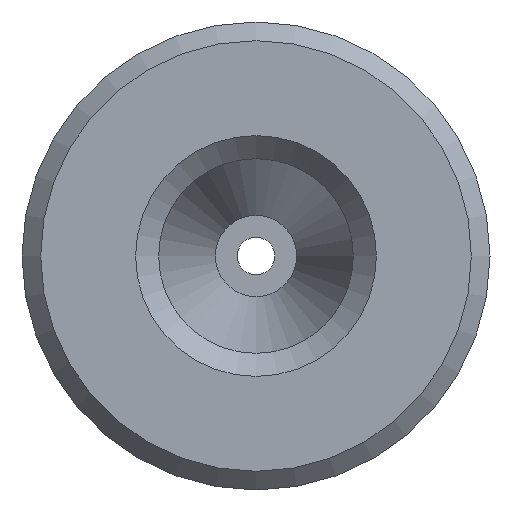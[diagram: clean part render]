
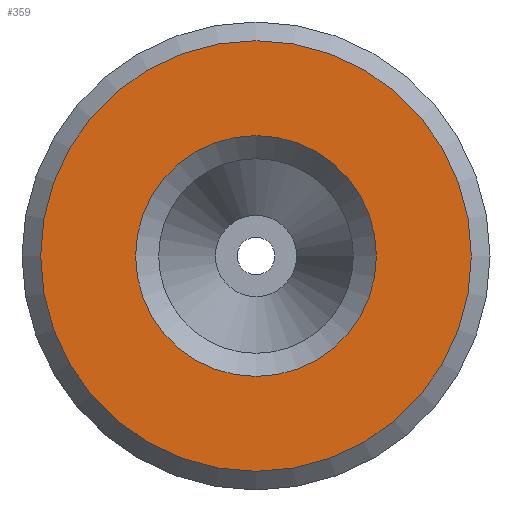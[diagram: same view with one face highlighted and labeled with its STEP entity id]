
A CAD part, left-side view. The second image highlights one B-rep face of the part: STEP entity #359.
In plain terms, the highlighted planar face has unit normal (-1, 0, 0).
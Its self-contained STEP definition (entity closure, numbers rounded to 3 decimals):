
#143=CARTESIAN_POINT('',(0.,-2.45,0.0));
#144=VERTEX_POINT('',#143);
#145=CARTESIAN_POINT('',(0.,0.,0.0));
#146=DIRECTION('',(1.0,0.0,0.0));
#147=DIRECTION('',(0.0,-1.0,0.0));
#148=AXIS2_PLACEMENT_3D('',#145,#146,#147);
#149=CIRCLE('',#148,2.45);
#150=EDGE_CURVE('',#144,#144,#149,.T.);
#333=CARTESIAN_POINT('',(0.,4.382,0.));
#334=VERTEX_POINT('',#333);
#335=CARTESIAN_POINT('',(0.,0.,0.0));
#336=DIRECTION('',(1.0,0.0,0.0));
#337=DIRECTION('',(0.0,-1.0,0.0));
#338=AXIS2_PLACEMENT_3D('',#335,#336,#337);
#339=CIRCLE('',#338,4.382);
#340=EDGE_CURVE('',#334,#334,#339,.T.);
#348=CARTESIAN_POINT('',(0.0,2.381,0.0));
#349=DIRECTION('',(-1.0,0.0,0.0));
#350=DIRECTION('',(0.0,0.0,1.0));
#351=AXIS2_PLACEMENT_3D('',#348,#349,#350);
#352=PLANE('',#351);
#353=ORIENTED_EDGE('',*,*,#340,.F.);
#354=EDGE_LOOP('',(#353));
#355=FACE_OUTER_BOUND('',#354,.T.);
#356=ORIENTED_EDGE('',*,*,#150,.T.);
#357=EDGE_LOOP('',(#356));
#358=FACE_BOUND('',#357,.T.);
#359=ADVANCED_FACE('',(#355,#358),#352,.T.);
